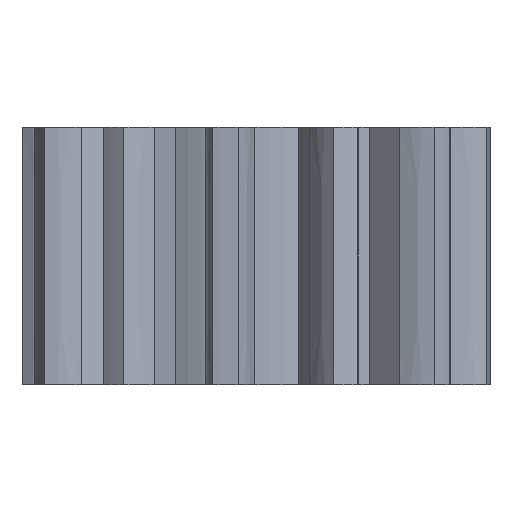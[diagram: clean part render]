
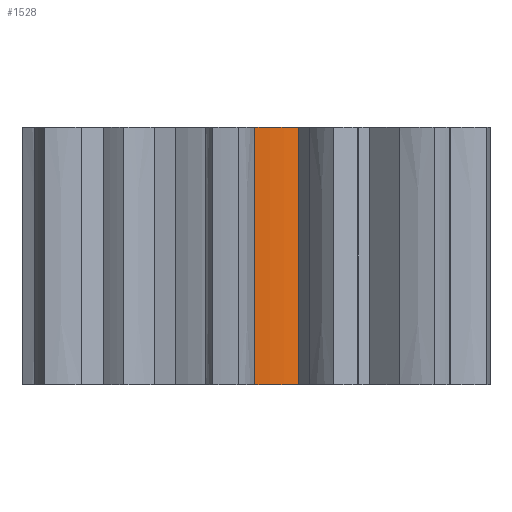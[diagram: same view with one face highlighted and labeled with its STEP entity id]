
A CAD part, left-side view. The second image highlights one B-rep face of the part: STEP entity #1528.
In plain terms, the highlighted cylindrical face has radius 6.187 mm (diameter 12.374 mm), a partial arc.
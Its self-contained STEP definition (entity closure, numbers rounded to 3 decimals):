
#55=DIRECTION('',(0.,0.,1.));
#56=VECTOR('',#55,10.);
#57=CARTESIAN_POINT('',(-5.963,-1.649,0.));
#58=LINE('',#57,#56);
#59=CARTESIAN_POINT('',(0.,0.,0.));
#60=DIRECTION('',(0.,0.,-1.));
#61=DIRECTION('',(-0.964,-0.266,0.));
#62=AXIS2_PLACEMENT_3D('',#59,#60,#61);
#64=DIRECTION('',(0.,0.,1.));
#65=VECTOR('',#64,10.);
#66=CARTESIAN_POINT('',(-6.187,0.045,0.));
#67=LINE('',#66,#65);
#68=CARTESIAN_POINT('',(0.,0.,10.));
#69=DIRECTION('',(0.,0.,1.));
#70=DIRECTION('',(-1.,0.007,0.));
#71=AXIS2_PLACEMENT_3D('',#68,#69,#70);
#1265=CARTESIAN_POINT('',(-6.187,0.045,0.));
#1266=CARTESIAN_POINT('',(-6.187,0.045,10.));
#1267=VERTEX_POINT('',#1265);
#1268=VERTEX_POINT('',#1266);
#1293=CARTESIAN_POINT('',(-5.963,-1.649,0.));
#1294=CARTESIAN_POINT('',(-5.963,-1.649,10.));
#1295=VERTEX_POINT('',#1293);
#1296=VERTEX_POINT('',#1294);
#1513=CARTESIAN_POINT('',(0.,0.,0.));
#1514=DIRECTION('',(0.,0.,1.));
#1515=DIRECTION('',(1.,0.,0.));
#1516=AXIS2_PLACEMENT_3D('',#1513,#1514,#1515);
#1517=CYLINDRICAL_SURFACE('',#1516,6.187);
#1519=ORIENTED_EDGE('',*,*,#1518,.F.);
#1521=ORIENTED_EDGE('',*,*,#1520,.T.);
#1523=ORIENTED_EDGE('',*,*,#1522,.T.);
#1525=ORIENTED_EDGE('',*,*,#1524,.T.);
#1526=EDGE_LOOP('',(#1519,#1521,#1523,#1525));
#1527=FACE_OUTER_BOUND('',#1526,.F.);
#1528=ADVANCED_FACE('',(#1527),#1517,.T.);
#63=CIRCLE('',#62,6.187);
#72=CIRCLE('',#71,6.187);
#1518=EDGE_CURVE('',#1295,#1296,#58,.T.);
#1520=EDGE_CURVE('',#1295,#1267,#63,.T.);
#1522=EDGE_CURVE('',#1267,#1268,#67,.T.);
#1524=EDGE_CURVE('',#1268,#1296,#72,.T.);
